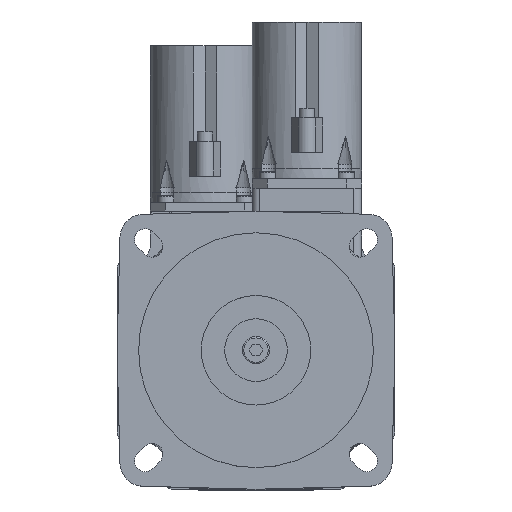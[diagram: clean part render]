
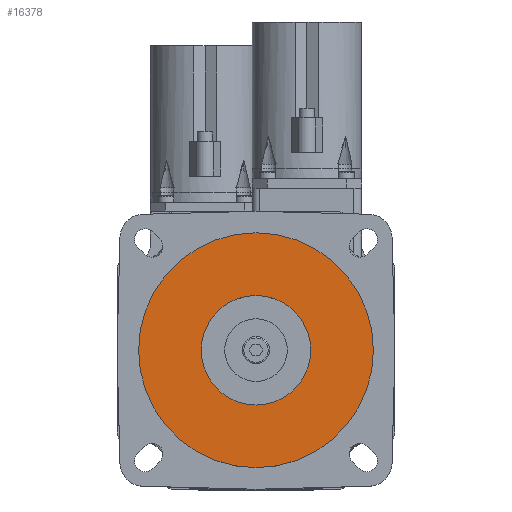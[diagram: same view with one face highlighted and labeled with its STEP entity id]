
A CAD part, top view. The second image highlights one B-rep face of the part: STEP entity #16378.
In plain terms, the highlighted planar face has unit normal (0, 0, 1).
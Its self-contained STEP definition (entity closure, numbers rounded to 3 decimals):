
#1207=CARTESIAN_POINT('',(0.,0.,2.5));
#1208=DIRECTION('',(0.,0.,1.));
#1209=DIRECTION('',(1.,0.,0.));
#1210=AXIS2_PLACEMENT_3D('',#1207,#1208,#1209);
#1212=CARTESIAN_POINT('',(0.,0.,2.5));
#1213=DIRECTION('',(0.,0.,1.));
#1214=DIRECTION('',(-1.,0.,0.));
#1215=AXIS2_PLACEMENT_3D('',#1212,#1213,#1214);
#1217=CARTESIAN_POINT('',(0.,0.,2.5));
#1218=DIRECTION('',(0.,0.,-1.));
#1219=DIRECTION('',(1.,0.,0.));
#1220=AXIS2_PLACEMENT_3D('',#1217,#1218,#1219);
#1222=CARTESIAN_POINT('',(0.,0.,2.5));
#1223=DIRECTION('',(0.,0.,-1.));
#1224=DIRECTION('',(-1.,0.,0.));
#1225=AXIS2_PLACEMENT_3D('',#1222,#1223,#1224);
#13179=CARTESIAN_POINT('',(30.,0.,2.5));
#13180=CARTESIAN_POINT('',(-30.,0.,2.5));
#13181=VERTEX_POINT('',#13179);
#13182=VERTEX_POINT('',#13180);
#13255=CARTESIAN_POINT('',(14.,0.,2.5));
#13256=CARTESIAN_POINT('',(-14.,0.,2.5));
#13257=VERTEX_POINT('',#13255);
#13258=VERTEX_POINT('',#13256);
#16363=CARTESIAN_POINT('',(0.,0.,2.5));
#16364=DIRECTION('',(0.,0.,1.));
#16365=DIRECTION('',(1.,0.,0.));
#16366=AXIS2_PLACEMENT_3D('',#16363,#16364,#16365);
#16367=PLANE('',#16366);
#16368=ORIENTED_EDGE('',*,*,#16343,.F.);
#16369=ORIENTED_EDGE('',*,*,#16357,.F.);
#16370=EDGE_LOOP('',(#16368,#16369));
#16371=FACE_OUTER_BOUND('',#16370,.F.);
#16373=ORIENTED_EDGE('',*,*,#16372,.F.);
#16375=ORIENTED_EDGE('',*,*,#16374,.F.);
#16376=EDGE_LOOP('',(#16373,#16375));
#16377=FACE_BOUND('',#16376,.F.);
#16378=ADVANCED_FACE('',(#16371,#16377),#16367,.T.);
#1211=CIRCLE('',#1210,30.);
#1216=CIRCLE('',#1215,30.);
#1221=CIRCLE('',#1220,14.);
#1226=CIRCLE('',#1225,14.);
#16343=EDGE_CURVE('',#13181,#13182,#1211,.T.);
#16357=EDGE_CURVE('',#13182,#13181,#1216,.T.);
#16372=EDGE_CURVE('',#13257,#13258,#1221,.T.);
#16374=EDGE_CURVE('',#13258,#13257,#1226,.T.);
